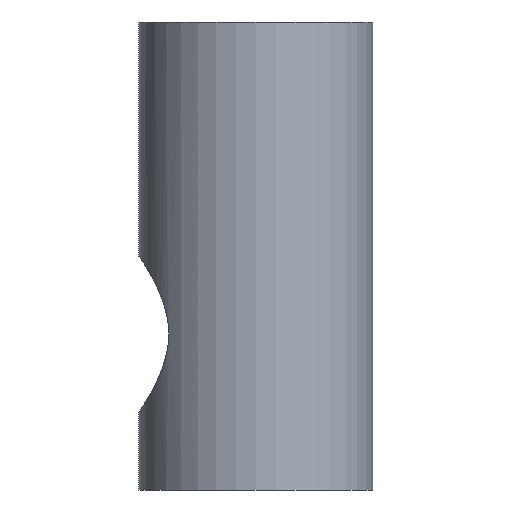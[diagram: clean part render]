
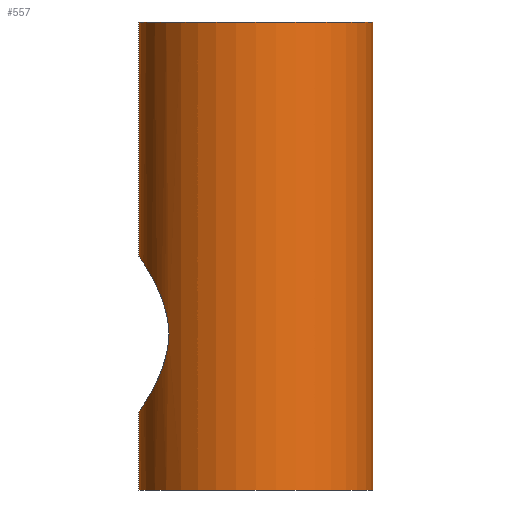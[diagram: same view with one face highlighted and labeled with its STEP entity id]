
A CAD part, front view. The second image highlights one B-rep face of the part: STEP entity #557.
In plain terms, the highlighted cylindrical face has radius 1.5 mm (diameter 3 mm), a partial arc.
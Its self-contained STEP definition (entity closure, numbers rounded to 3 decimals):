
#7=CARTESIAN_POINT('',(0.,0.,-3.));
#8=DIRECTION('',(0.,0.,1.));
#9=DIRECTION('',(-1.,0.,0.));
#10=AXIS2_PLACEMENT_3D('',#7,#8,#9);
#70=CARTESIAN_POINT('',(-1.5,0.,-2.));
#89=DIRECTION('',(0.,0.,1.));
#90=VECTOR('',#89,6.);
#91=CARTESIAN_POINT('',(1.5,0.,-3.));
#92=LINE('',#91,#90);
#110=CARTESIAN_POINT('',(-1.5,0.,0.));
#239=CARTESIAN_POINT('',(-1.118,-1.,-1.));
#240=CARTESIAN_POINT('',(-1.118,-1.,-1.044));
#241=CARTESIAN_POINT('',(-1.123,-0.994,
-1.131));
#242=CARTESIAN_POINT('',(-1.146,-0.968,
-1.261));
#243=CARTESIAN_POINT('',(-1.18,-0.927,
-1.383));
#244=CARTESIAN_POINT('',(-1.222,-0.871,
-1.496));
#245=CARTESIAN_POINT('',(-1.266,-0.806,
-1.596));
#246=CARTESIAN_POINT('',(-1.313,-0.728,
-1.689));
#247=CARTESIAN_POINT('',(-1.356,-0.644,
-1.768));
#248=CARTESIAN_POINT('',(-1.392,-0.561,
-1.83));
#249=CARTESIAN_POINT('',(-1.421,-0.483,
-1.877));
#250=CARTESIAN_POINT('',(-1.444,-0.407,
-1.915));
#251=CARTESIAN_POINT('',(-1.464,-0.332,
-1.945));
#252=CARTESIAN_POINT('',(-1.479,-0.253,
-1.969));
#253=CARTESIAN_POINT('',(-1.491,-0.17,
-1.987));
#254=CARTESIAN_POINT('',(-1.498,-0.085,
-1.998));
#255=CARTESIAN_POINT('',(-1.5,-0.028,-2.));
#256=CARTESIAN_POINT('',(-1.5,0.,-2.));
#258=CARTESIAN_POINT('',(-1.5,0.,0.));
#259=CARTESIAN_POINT('',(-1.5,-0.028,0.));
#260=CARTESIAN_POINT('',(-1.498,-0.084,
-0.002));
#261=CARTESIAN_POINT('',(-1.491,-0.168,
-0.013));
#262=CARTESIAN_POINT('',(-1.48,-0.251,
-0.031));
#263=CARTESIAN_POINT('',(-1.464,-0.329,
-0.055));
#264=CARTESIAN_POINT('',(-1.445,-0.404,
-0.084));
#265=CARTESIAN_POINT('',(-1.422,-0.48,
-0.121));
#266=CARTESIAN_POINT('',(-1.393,-0.558,
-0.168));
#267=CARTESIAN_POINT('',(-1.357,-0.641,
-0.23));
#268=CARTESIAN_POINT('',(-1.314,-0.726,
-0.309));
#269=CARTESIAN_POINT('',(-1.267,-0.804,
-0.402));
#270=CARTESIAN_POINT('',(-1.223,-0.87,
-0.502));
#271=CARTESIAN_POINT('',(-1.181,-0.926,
-0.615));
#272=CARTESIAN_POINT('',(-1.146,-0.968,
-0.738));
#273=CARTESIAN_POINT('',(-1.123,-0.994,
-0.868));
#274=CARTESIAN_POINT('',(-1.118,-1.,-0.956));
#275=CARTESIAN_POINT('',(-1.118,-1.,-1.));
#277=DIRECTION('',(0.,0.,1.));
#278=VECTOR('',#277,3.);
#279=CARTESIAN_POINT('',(-1.5,0.,0.));
#280=LINE('',#279,#278);
#281=DIRECTION('',(0.,0.,1.));
#282=VECTOR('',#281,1.);
#283=CARTESIAN_POINT('',(-1.5,0.,-3.));
#284=LINE('',#283,#282);
#290=CARTESIAN_POINT('',(0.,0.,3.));
#291=DIRECTION('',(0.,0.,1.));
#292=DIRECTION('',(-1.,0.,0.));
#293=AXIS2_PLACEMENT_3D('',#290,#291,#292);
#356=CARTESIAN_POINT('',(-1.118,-1.,-1.));
#358=VERTEX_POINT('',#356);
#365=CARTESIAN_POINT('',(1.5,0.,-3.));
#366=CARTESIAN_POINT('',(-1.5,0.,-3.));
#367=VERTEX_POINT('',#365);
#368=VERTEX_POINT('',#366);
#369=CARTESIAN_POINT('',(1.5,0.,3.));
#370=CARTESIAN_POINT('',(-1.5,0.,3.));
#371=VERTEX_POINT('',#369);
#372=VERTEX_POINT('',#370);
#373=VERTEX_POINT('',#70);
#374=VERTEX_POINT('',#110);
#542=CARTESIAN_POINT('',(0.,0.,-3.));
#543=DIRECTION('',(0.,0.,1.));
#544=DIRECTION('',(1.,0.,0.));
#545=AXIS2_PLACEMENT_3D('',#542,#543,#544);
#546=CYLINDRICAL_SURFACE('',#545,1.5);
#547=ORIENTED_EDGE('',*,*,#463,.F.);
#548=ORIENTED_EDGE('',*,*,#531,.F.);
#549=ORIENTED_EDGE('',*,*,#417,.T.);
#551=ORIENTED_EDGE('',*,*,#550,.T.);
#552=ORIENTED_EDGE('',*,*,#413,.F.);
#553=ORIENTED_EDGE('',*,*,#392,.F.);
#554=ORIENTED_EDGE('',*,*,#410,.T.);
#555=EDGE_LOOP('',(#547,#548,#549,#551,#552,#553,#554));
#556=FACE_OUTER_BOUND('',#555,.F.);
#557=ADVANCED_FACE('',(#556),#546,.T.);
#11=CIRCLE('',#10,1.5);
#257=B_SPLINE_CURVE_WITH_KNOTS('',3,(#239,#240,#241,#242,#243,#244,#245,#246,
#247,#248,#249,#250,#251,#252,#253,#254,#255,#256),.UNSPECIFIED.,.F.,.F.,(4,1,1,
1,1,1,1,1,1,1,1,1,1,1,1,4),(0.,0.067,0.133,0.2,
0.267,0.333,0.4,0.467,0.533,
0.6,0.667,0.733,0.8,0.867,
0.933,1.),.UNSPECIFIED.);
#276=B_SPLINE_CURVE_WITH_KNOTS('',3,(#258,#259,#260,#261,#262,#263,#264,#265,
#266,#267,#268,#269,#270,#271,#272,#273,#274,#275),.UNSPECIFIED.,.F.,.F.,(4,1,1,
1,1,1,1,1,1,1,1,1,1,1,1,4),(0.,0.067,0.133,0.2,
0.267,0.333,0.4,0.467,0.533,
0.6,0.667,0.733,0.8,0.867,
0.933,1.),.UNSPECIFIED.);
#294=CIRCLE('',#293,1.5);
#392=EDGE_CURVE('',#368,#367,#11,.T.);
#410=EDGE_CURVE('',#368,#373,#284,.T.);
#413=EDGE_CURVE('',#367,#371,#92,.T.);
#417=EDGE_CURVE('',#374,#372,#280,.T.);
#463=EDGE_CURVE('',#358,#373,#257,.T.);
#531=EDGE_CURVE('',#374,#358,#276,.T.);
#550=EDGE_CURVE('',#372,#371,#294,.T.);
